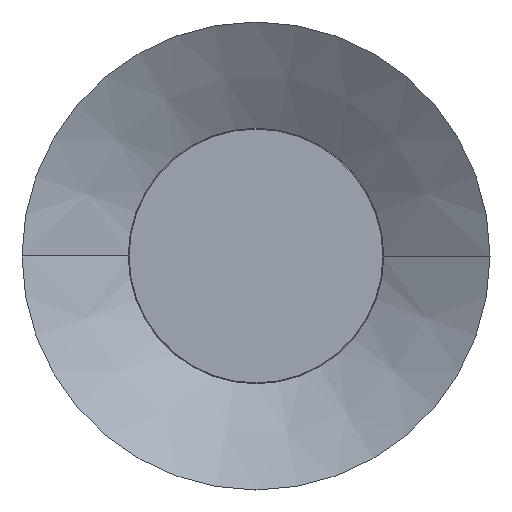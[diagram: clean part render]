
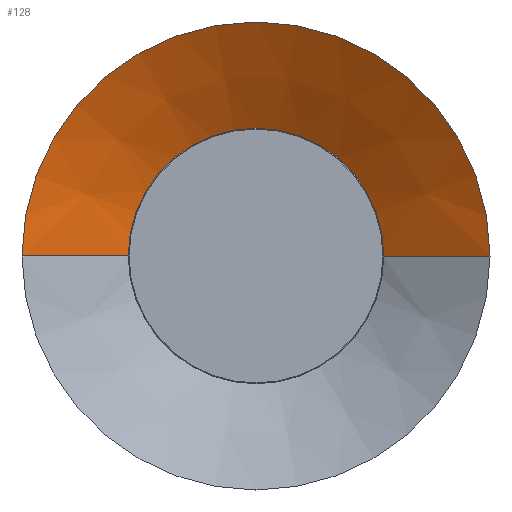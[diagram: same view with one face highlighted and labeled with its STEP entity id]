
A CAD part, front view. The second image highlights one B-rep face of the part: STEP entity #128.
In plain terms, the highlighted conical face has half-angle 58.868 degrees and reference radius 4.2 mm.
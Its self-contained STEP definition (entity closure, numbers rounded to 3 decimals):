
#34 = ORIENTED_EDGE ( 'NONE', *, *, #1229, .T. ) ;
#112 = EDGE_CURVE ( 'NONE', #1160, #939, #604, .T. ) ;
#128 = ADVANCED_FACE ( 'NONE', ( #208 ), #1139, .T. ) ;
#147 = ORIENTED_EDGE ( 'NONE', *, *, #198, .F. ) ;
#167 = VECTOR ( 'NONE', #1374, 1000. ) ;
#169 = CARTESIAN_POINT ( 'NONE',  ( -9.632, 6.796, 0. ) ) ;
#171 = CARTESIAN_POINT ( 'NONE',  ( -9.632, 6.796, 0. ) ) ;
#192 = CARTESIAN_POINT ( 'NONE',  ( -5.432, 7.948, 0. ) ) ;
#198 = EDGE_CURVE ( 'NONE', #1160, #241, #1251, .T. ) ;
#208 = FACE_OUTER_BOUND ( 'NONE', #655, .T. ) ;
#241 = VERTEX_POINT ( 'NONE', #854 ) ;
#252 = CARTESIAN_POINT ( 'NONE',  ( -1.232, 6.796, 0. ) ) ;
#363 = VERTEX_POINT ( 'NONE', #171 ) ;
#415 = ORIENTED_EDGE ( 'NONE', *, *, #112, .T. ) ;
#547 = CARTESIAN_POINT ( 'NONE',  ( -7.724, 7.948, 0. ) ) ;
#604 = CIRCLE ( 'NONE', #694, 2.293 ) ;
#655 = EDGE_LOOP ( 'NONE', ( #415, #34, #739, #147 ) ) ;
#668 = CARTESIAN_POINT ( 'NONE',  ( -3.139, 7.948, 0. ) ) ;
#694 = AXIS2_PLACEMENT_3D ( 'NONE', #192, #1082, #1383 ) ;
#739 = ORIENTED_EDGE ( 'NONE', *, *, #1405, .F. ) ;
#834 = LINE ( 'NONE', #169, #167 ) ;
#854 = CARTESIAN_POINT ( 'NONE',  ( -1.232, 6.796, 0. ) ) ;
#861 = DIRECTION ( 'NONE',  ( 1., 0., 0. ) ) ;
#939 = VERTEX_POINT ( 'NONE', #547 ) ;
#958 = DIRECTION ( 'NONE',  ( 0., -1., 0. ) ) ;
#1008 = DIRECTION ( 'NONE',  ( 0., -1., 0. ) ) ;
#1031 = DIRECTION ( 'NONE',  ( 0.856, -0.517, 0. ) ) ;
#1035 = CIRCLE ( 'NONE', #1078, 4.2 ) ;
#1078 = AXIS2_PLACEMENT_3D ( 'NONE', #1295, #958, #861 ) ;
#1082 = DIRECTION ( 'NONE',  ( 0., -1., 0. ) ) ;
#1100 = CARTESIAN_POINT ( 'NONE',  ( -5.432, 6.796, 0. ) ) ;
#1110 = AXIS2_PLACEMENT_3D ( 'NONE', #1100, #1008, #1344 ) ;
#1139 = CONICAL_SURFACE ( 'NONE', #1110, 4.2, 1.027 ) ;
#1160 = VERTEX_POINT ( 'NONE', #668 ) ;
#1229 = EDGE_CURVE ( 'NONE', #939, #363, #834, .T. ) ;
#1251 = LINE ( 'NONE', #252, #1443 ) ;
#1295 = CARTESIAN_POINT ( 'NONE',  ( -5.432, 6.796, 0. ) ) ;
#1344 = DIRECTION ( 'NONE',  ( 1., 0., 0. ) ) ;
#1374 = DIRECTION ( 'NONE',  ( -0.856, -0.517, 0. ) ) ;
#1383 = DIRECTION ( 'NONE',  ( 1., 0., 0. ) ) ;
#1405 = EDGE_CURVE ( 'NONE', #241, #363, #1035, .T. ) ;
#1443 = VECTOR ( 'NONE', #1031, 1000. ) ;
